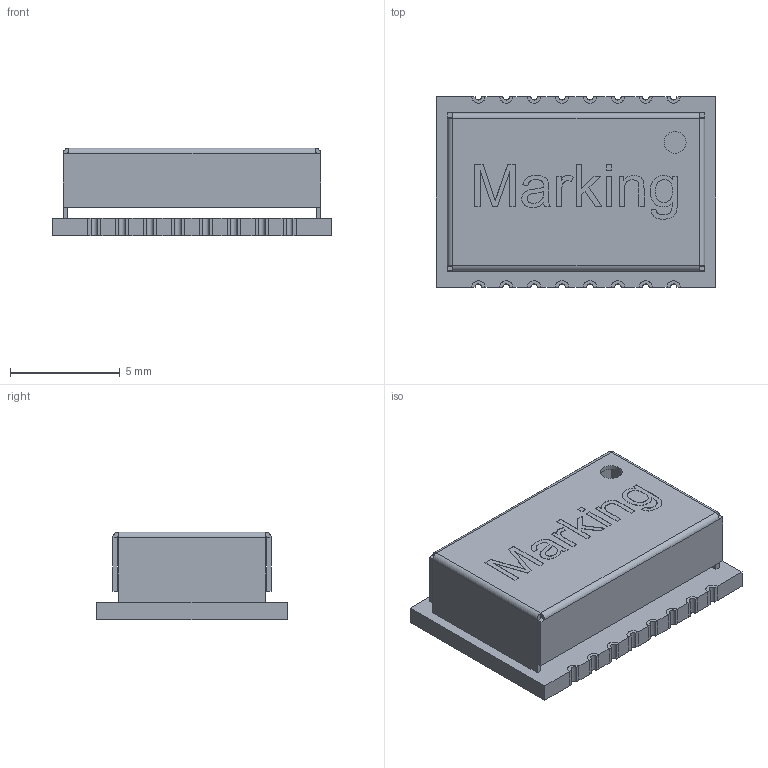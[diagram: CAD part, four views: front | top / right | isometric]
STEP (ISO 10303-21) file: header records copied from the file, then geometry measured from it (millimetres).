
FILE_DESCRIPTION( ( 'Unknown' ), '1' );
FILE_NAME( '749013310.stp', 'Unknown', ( 'Unknown' ), ( 'Unknown' ), 'PSStep 21.0.46', 'Unknown', ' ' );
FILE_SCHEMA( ( 'AUTOMOTIVE_DESIGN { 1 0 10303 214 1 1 1 1 }' ) );
Length unit declared in the file: millimetre
Products named in the file (19): Assem1; Base; Contacts; shielding_cover
Assembly tree (18 placements, depth 2):
  Assem1
    Base
    Contacts
    Contacts
    Contacts
    Contacts
    Contacts
    Contacts
    Contacts
    Contacts
    Contacts
    Contacts
    Contacts
    Contacts
    Contacts
    Contacts
    Contacts
    Contacts
    shielding_cover
Bounding box: 12.7 x 8.67 x 4 mm (x, y, z)
Volume: 123.5 mm3; surface area: 675.1 mm2
Topology: 18 solids, 18 shells, 373 faces, 894 edges, 567 vertices
Faces by surface type: plane 268, cylinder 89, extrusion 16
Full cylindrical faces by diameter (mm): 1 x1
Entity records: 14579 total; most frequent: CARTESIAN_POINT 2747, ORIENTED_EDGE 1782, DIRECTION 1713, EDGE_CURVE 891, VECTOR 605, LINE 589, VERTEX_POINT 566, AXIS2_PLACEMENT_3D 554
